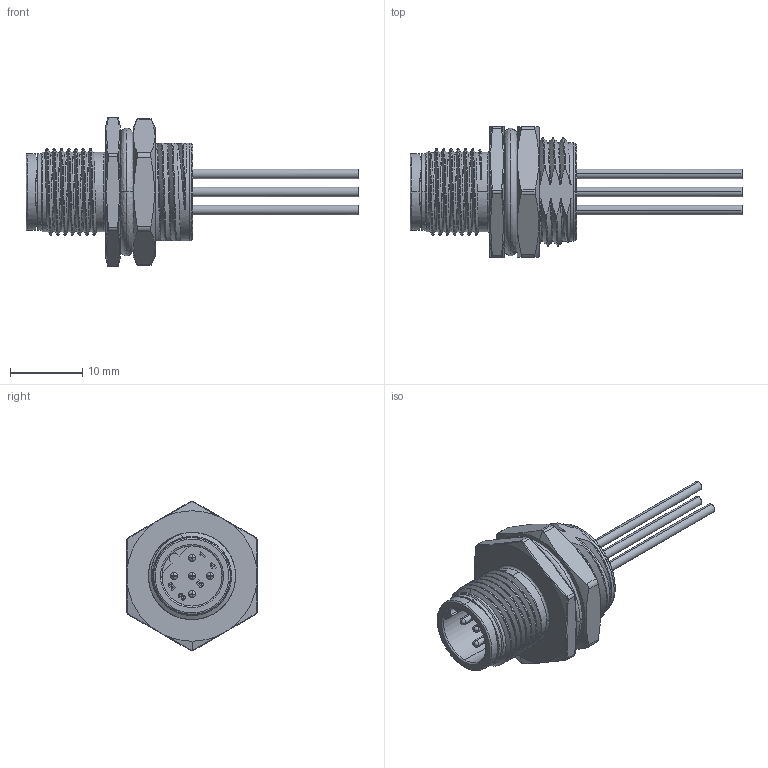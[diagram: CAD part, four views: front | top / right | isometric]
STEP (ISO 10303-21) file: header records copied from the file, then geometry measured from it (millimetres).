
FILE_DESCRIPTION (( 'STEP AP214' ), '1' );
FILE_NAME ('REC-M125BM-PG9R-L_3D.step', '2024-11-11T16:30:02', ( '' ), ( '' ), 'SwSTEP 2.0', 'SolidWorks 2022', '' );
FILE_SCHEMA (( 'AUTOMOTIVE_DESIGN' ));
Length unit declared in the file: inch
Products named in the file (1): REC-M125BM-PG9R-L_3D
Bounding box: 45.8 x 18 x 20.64 mm (x, y, z)
Volume: 3362 mm3; surface area: 3165.7 mm2
Topology: 2 solids, 2 shells, 457 faces, 1253 edges, 822 vertices
Faces by surface type: plane 136, bspline 131, cylinder 127, torus 40, cone 23
Entity records: 29457 total; most frequent: CARTESIAN_POINT 13550, ORIENTED_EDGE 2506, DIRECTION 1575, EDGE_CURVE 1253, VERTEX_POINT 822, AXIS2_PLACEMENT_3D 565, B_SPLINE_CURVE_WITH_KNOTS 522, EDGE_LOOP 481
